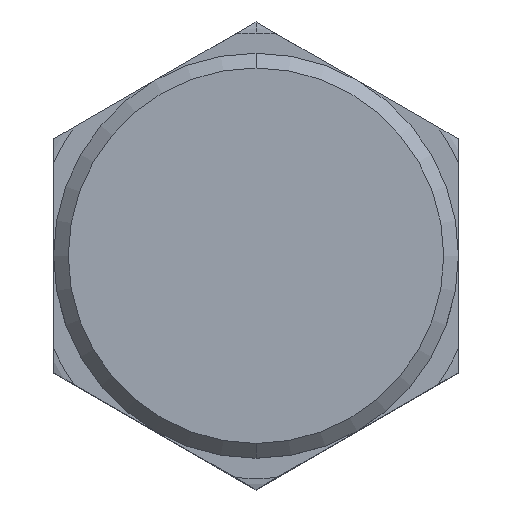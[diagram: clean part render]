
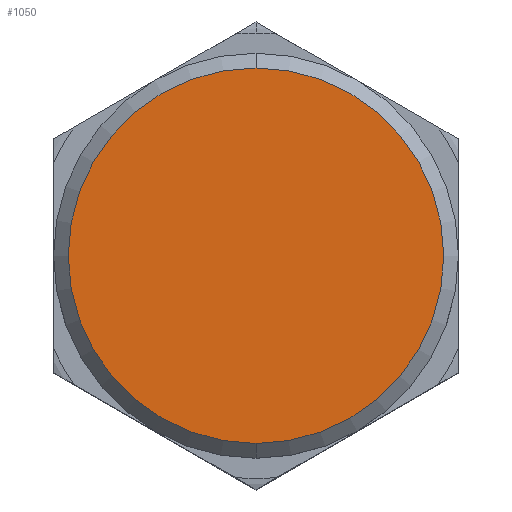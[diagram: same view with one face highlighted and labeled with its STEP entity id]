
A CAD part, top view. The second image highlights one B-rep face of the part: STEP entity #1050.
In plain terms, the highlighted planar face has unit normal (0, 0, 1).
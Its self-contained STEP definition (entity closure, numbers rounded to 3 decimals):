
#108 = VERTEX_POINT ( 'NONE', #200 ) ;
#124 = AXIS2_PLACEMENT_3D ( 'NONE', #714, #943, #300 ) ;
#140 = CARTESIAN_POINT ( 'NONE',  ( 0., 10.2, 15. ) ) ;
#141 = FACE_OUTER_BOUND ( 'NONE', #748, .T. ) ;
#200 = CARTESIAN_POINT ( 'NONE',  ( 0., -10.2, 15. ) ) ;
#206 = CIRCLE ( 'NONE', #761, 10.2 ) ;
#218 = DIRECTION ( 'NONE',  ( 0., 1., 0. ) ) ;
#293 = PLANE ( 'NONE',  #124 ) ;
#300 = DIRECTION ( 'NONE',  ( 0., -1., 0. ) ) ;
#354 = CARTESIAN_POINT ( 'NONE',  ( 0., 0., 15. ) ) ;
#422 = AXIS2_PLACEMENT_3D ( 'NONE', #354, #841, #604 ) ;
#467 = ORIENTED_EDGE ( 'NONE', *, *, #606, .F. ) ;
#513 = CARTESIAN_POINT ( 'NONE',  ( 0., 0., 15. ) ) ;
#604 = DIRECTION ( 'NONE',  ( 0., 1., 0. ) ) ;
#606 = EDGE_CURVE ( 'NONE', #108, #678, #206, .T. ) ;
#678 = VERTEX_POINT ( 'NONE', #140 ) ;
#714 = CARTESIAN_POINT ( 'NONE',  ( 0., 0., 15. ) ) ;
#748 = EDGE_LOOP ( 'NONE', ( #839, #467 ) ) ;
#761 = AXIS2_PLACEMENT_3D ( 'NONE', #513, #942, #218 ) ;
#839 = ORIENTED_EDGE ( 'NONE', *, *, #989, .F. ) ;
#841 = DIRECTION ( 'NONE',  ( 0., 0., -1. ) ) ;
#942 = DIRECTION ( 'NONE',  ( 0., 0., -1. ) ) ;
#943 = DIRECTION ( 'NONE',  ( 0., 0., 1. ) ) ;
#962 = CIRCLE ( 'NONE', #422, 10.2 ) ;
#989 = EDGE_CURVE ( 'NONE', #678, #108, #962, .T. ) ;
#1050 = ADVANCED_FACE ( 'NONE', ( #141 ), #293, .T. ) ;
